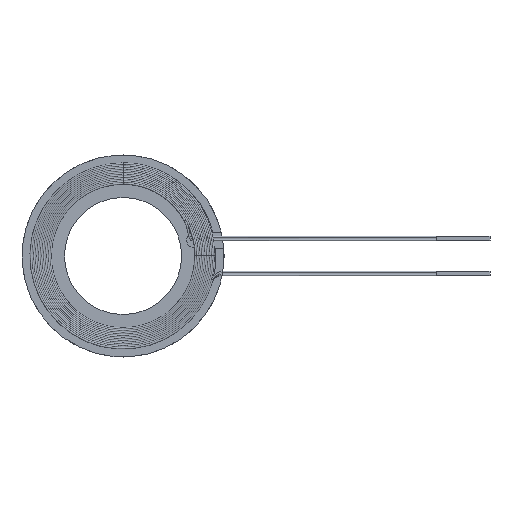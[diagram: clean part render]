
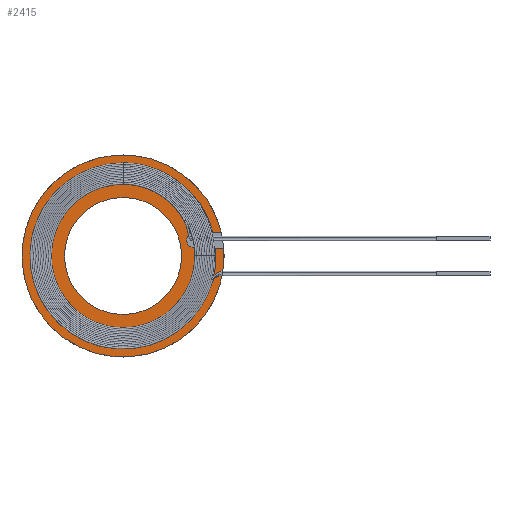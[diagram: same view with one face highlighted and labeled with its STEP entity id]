
A CAD part, top view. The second image highlights one B-rep face of the part: STEP entity #2415.
In plain terms, the highlighted planar face has unit normal (0, 0, 1).
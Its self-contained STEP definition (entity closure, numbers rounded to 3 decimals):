
#435=CIRCLE('',#3817,9.5);
#437=CIRCLE('',#3821,0.75);
#440=CIRCLE('',#3825,5.5);
#1126=ORIENTED_EDGE('',*,*,#1498,.F.);
#1127=ORIENTED_EDGE('',*,*,#1487,.F.);
#1128=ORIENTED_EDGE('',*,*,#1499,.F.);
#1129=ORIENTED_EDGE('',*,*,#1494,.F.);
#1130=ORIENTED_EDGE('',*,*,#1491,.F.);
#1487=EDGE_CURVE('',#1687,#1688,#435,.T.);
#1491=EDGE_CURVE('',#1688,#1691,#1765,.T.);
#1494=EDGE_CURVE('',#1691,#1693,#437,.T.);
#1498=EDGE_CURVE('',#1696,#1696,#440,.T.);
#1499=EDGE_CURVE('',#1693,#1687,#1769,.T.);
#1687=VERTEX_POINT('',#8411);
#1688=VERTEX_POINT('',#8412);
#1691=VERTEX_POINT('',#8420);
#1693=VERTEX_POINT('',#8426);
#1696=VERTEX_POINT('',#8434);
#1765=LINE('',#8419,#1829);
#1769=LINE('',#8436,#1833);
#1829=VECTOR('',#4518,1000.);
#1833=VECTOR('',#4536,1000.);
#2003=EDGE_LOOP('',(#1126));
#2004=EDGE_LOOP('',(#1127,#1128,#1129,#1130));
#2191=FACE_BOUND('',#2003,.T.);
#2192=FACE_BOUND('',#2004,.T.);
#2248=PLANE('',#3828);
#2415=ADVANCED_FACE('',(#2191,#2192),#2248,.F.);
#3817=AXIS2_PLACEMENT_3D('',#8410,#4510,#4511);
#3821=AXIS2_PLACEMENT_3D('',#8425,#4523,#4524);
#3825=AXIS2_PLACEMENT_3D('',#8433,#4532,#4533);
#3828=AXIS2_PLACEMENT_3D('',#8439,#4540,#4541);
#4510=DIRECTION('',(0.,0.,-1.));
#4511=DIRECTION('',(-1.,0.,0.));
#4518=DIRECTION('',(-1.,0.,0.));
#4523=DIRECTION('',(0.,0.,1.));
#4524=DIRECTION('',(1.,0.,0.));
#4532=DIRECTION('',(0.,0.,1.));
#4533=DIRECTION('',(1.,0.,0.));
#4536=DIRECTION('',(1.,0.,0.));
#4540=DIRECTION('',(0.,0.,-1.));
#4541=DIRECTION('',(-1.,0.,0.));
#8410=CARTESIAN_POINT('',(0.,0.,0.));
#8411=CARTESIAN_POINT('',(9.47,0.75,0.));
#8412=CARTESIAN_POINT('',(9.23,2.25,0.));
#8419=CARTESIAN_POINT('',(9.23,2.25,0.));
#8420=CARTESIAN_POINT('',(6.75,2.25,0.));
#8425=CARTESIAN_POINT('',(6.75,1.5,0.));
#8426=CARTESIAN_POINT('',(6.75,0.75,0.));
#8433=CARTESIAN_POINT('',(0.,0.,0.));
#8434=CARTESIAN_POINT('',(5.5,0.,0.));
#8436=CARTESIAN_POINT('',(6.75,0.75,0.));
#8439=CARTESIAN_POINT('',(0.,0.,0.));
